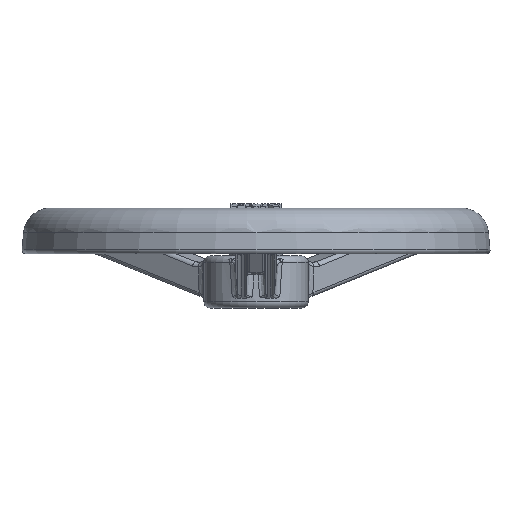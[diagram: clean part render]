
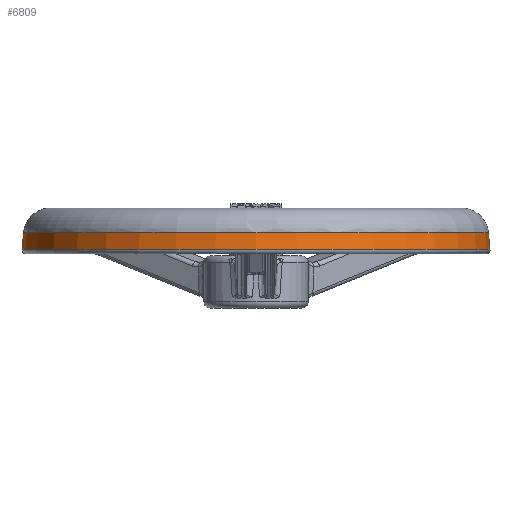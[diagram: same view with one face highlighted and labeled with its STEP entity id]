
A CAD part, front view. The second image highlights one B-rep face of the part: STEP entity #6809.
In plain terms, the highlighted conical face has half-angle 5 degrees and reference radius 112.5 mm.
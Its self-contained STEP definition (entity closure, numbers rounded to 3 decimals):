
#868 = ORIENTED_EDGE ( 'NONE', *, *, #7113, .T. ) ;
#869 = ORIENTED_EDGE ( 'NONE', *, *, #3729, .F. ) ;
#1339 = CIRCLE ( 'NONE', #3830, 111.613 ) ;
#1650 = FACE_BOUND ( 'NONE', #8862, .T. ) ;
#1664 = FACE_OUTER_BOUND ( 'NONE', #8861, .T. ) ;
#1670 = CONICAL_SURFACE ( 'NONE', #2070, 112.5, 0.087 ) ;
#1970 = CIRCLE ( 'NONE', #9300, 112.31 ) ;
#2070 = AXIS2_PLACEMENT_3D ( 'NONE', #13050, #13047, #13046 ) ;
#2775 = CARTESIAN_POINT ( 'NONE',  ( 0., 0., 36.133 ) ) ;
#2776 = DIRECTION ( 'NONE',  ( 0., 0., 1. ) ) ;
#2777 = DIRECTION ( 'NONE',  ( 1., 0., 0. ) ) ;
#3729 = EDGE_CURVE ( 'NONE', #9519, #9519, #1339, .T. ) ;
#3830 = AXIS2_PLACEMENT_3D ( 'NONE', #2775, #2776, #2777 ) ;
#6617 = CARTESIAN_POINT ( 'NONE',  ( 111.613, 0., 36.133 ) ) ;
#6633 = CARTESIAN_POINT ( 'NONE',  ( 112.31, 0., 28.174 ) ) ;
#6809 = ADVANCED_FACE ( 'NONE', ( #1664, #1650 ), #1670, .T. ) ;
#7113 = EDGE_CURVE ( 'NONE', #9525, #9525, #1970, .T. ) ;
#8861 = EDGE_LOOP ( 'NONE', ( #868 ) ) ;
#8862 = EDGE_LOOP ( 'NONE', ( #869 ) ) ;
#9300 = AXIS2_PLACEMENT_3D ( 'NONE', #9735, #9736, #9737 ) ;
#9519 = VERTEX_POINT ( 'NONE', #6617 ) ;
#9525 = VERTEX_POINT ( 'NONE', #6633 ) ;
#9735 = CARTESIAN_POINT ( 'NONE',  ( 0., 0., 28.174 ) ) ;
#9736 = DIRECTION ( 'NONE',  ( 0., 0., 1. ) ) ;
#9737 = DIRECTION ( 'NONE',  ( 1., 0., 0. ) ) ;
#13046 = DIRECTION ( 'NONE',  ( -1., 0., 0. ) ) ;
#13047 = DIRECTION ( 'NONE',  ( 0., 0., -1. ) ) ;
#13050 = CARTESIAN_POINT ( 'NONE',  ( 0., 0., 26. ) ) ;
